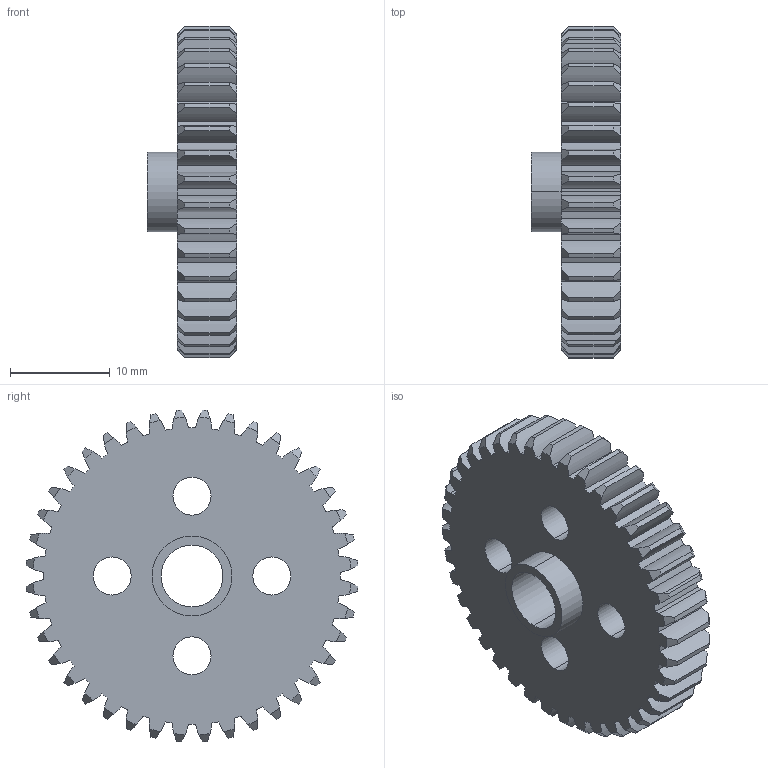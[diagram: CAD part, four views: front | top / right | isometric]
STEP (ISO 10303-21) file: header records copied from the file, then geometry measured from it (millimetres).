
FILE_DESCRIPTION (( 'STEP AP203' ), '1' );
FILE_NAME ('40T 32DP 20PA With 6mm Bore Nub Gear.STEP', '2022-05-12T16:00:58', ( '' ), ( '' ), 'SwSTEP 2.0', 'SolidWorks 2021', '' );
FILE_SCHEMA (( 'CONFIG_CONTROL_DESIGN' ));
Length unit declared in the file: inch
Products named in the file (1): 40T 32DP 20PA With 6mm Bore Nub Gear
Bounding box: 9 x 33.27 x 33.27 mm (x, y, z)
Volume: 4191.8 mm3; surface area: 3107.1 mm2
Topology: 1 solids, 1 shells, 263 faces, 777 edges, 518 vertices
Faces by surface type: cylinder 179, cone 80, plane 4
Entity records: 9288 total; most frequent: CARTESIAN_POINT 2051, DIRECTION 1575, ORIENTED_EDGE 1554, EDGE_CURVE 777, AXIS2_PLACEMENT_3D 698, VERTEX_POINT 518, CIRCLE 434, EDGE_LOOP 275
